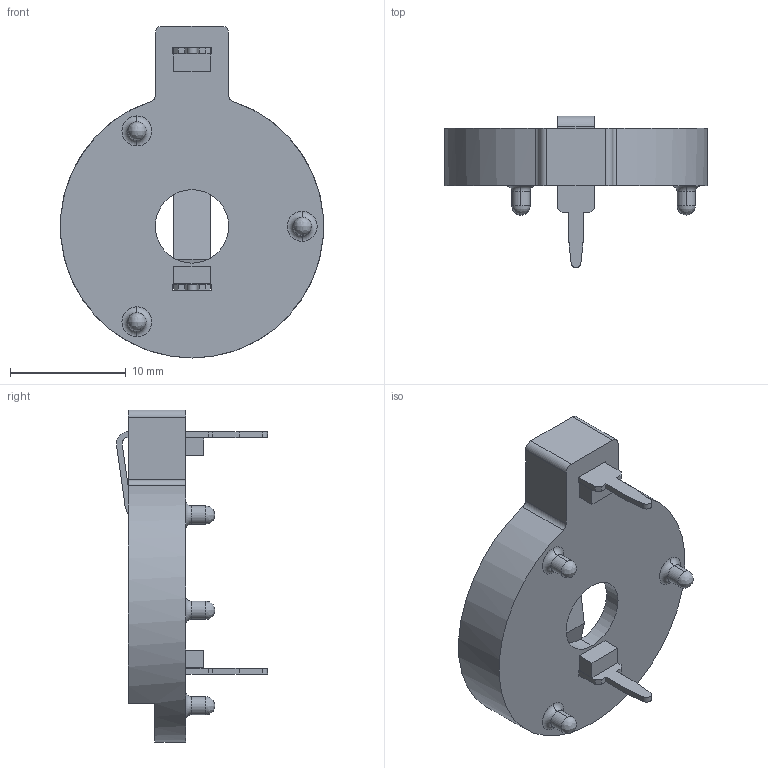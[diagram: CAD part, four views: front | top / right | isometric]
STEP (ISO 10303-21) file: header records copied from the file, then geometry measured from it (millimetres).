
FILE_DESCRIPTION (( 'STEP AP214' ), '1' );
FILE_NAME ('PN103.STEP', '2019-10-23T13:32:22', ( '' ), ( '' ), 'SwSTEP 2.0', 'SolidWorks 2019', '' );
FILE_SCHEMA (( 'AUTOMOTIVE_DESIGN' ));
Length unit declared in the file: millimetre
Products named in the file (2): PN103; PN130
Assembly tree (1 placements, depth 2):
  PN103
    PN130
Bounding box: 22.71 x 13.06 x 28.7 mm (x, y, z)
Surface area: 1767 mm2 (no closed solid volume)
Topology: 0 solids, 4 shells, 167 faces, 467 edges, 301 vertices
Faces by surface type: plane 117, cylinder 27, bspline 15, torus 6, cone 2
Entity records: 6651 total; most frequent: CARTESIAN_POINT 1712, ORIENTED_EDGE 904, DIRECTION 831, EDGE_CURVE 455, LINE 351, VECTOR 351, VERTEX_POINT 301, AXIS2_PLACEMENT_3D 240
